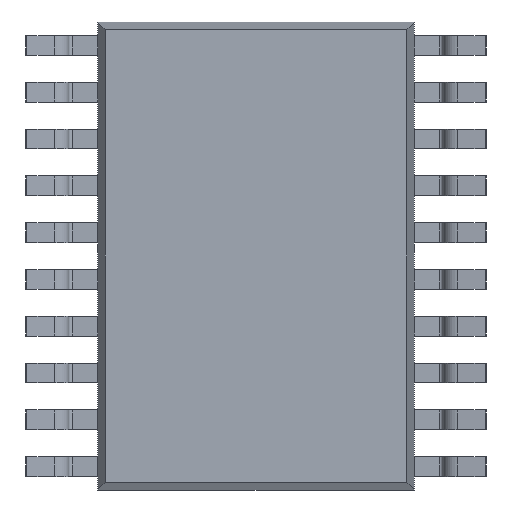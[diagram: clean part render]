
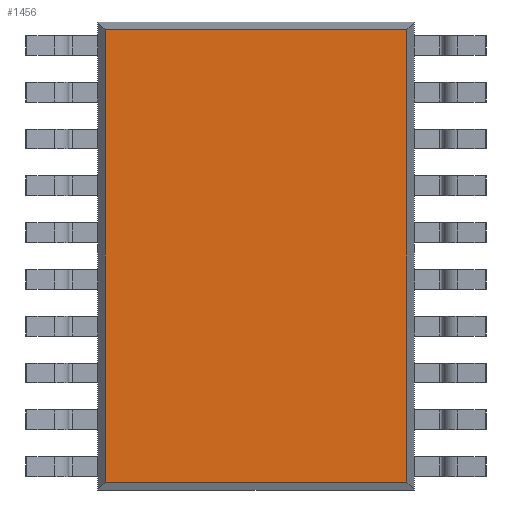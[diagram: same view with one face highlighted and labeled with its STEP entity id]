
A CAD part, front view. The second image highlights one B-rep face of the part: STEP entity #1456.
In plain terms, the highlighted planar face has unit normal (0, -1, 0).
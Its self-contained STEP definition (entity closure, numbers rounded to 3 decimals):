
#391 = EDGE_CURVE ( 'NONE', #7306, #8651, #872, .T. ) ;
#872 = LINE ( 'NONE', #4441, #5663 ) ;
#956 = CARTESIAN_POINT ( 'NONE',  ( -2.096, 0.15, -3.146 ) ) ;
#1456 = ADVANCED_FACE ( 'NONE', ( #2489 ), #7478, .F. ) ;
#1693 = VECTOR ( 'NONE', #6740, 1000. ) ;
#2489 = FACE_OUTER_BOUND ( 'NONE', #4345, .T. ) ;
#2545 = EDGE_CURVE ( 'NONE', #8651, #6089, #8374, .T. ) ;
#2641 = VECTOR ( 'NONE', #6033, 1000. ) ;
#2680 = AXIS2_PLACEMENT_3D ( 'NONE', #7336, #5345, #7523 ) ;
#3082 = ORIENTED_EDGE ( 'NONE', *, *, #5605, .T. ) ;
#3866 = CARTESIAN_POINT ( 'NONE',  ( -2.2, 0.15, 3.146 ) ) ;
#4143 = CARTESIAN_POINT ( 'NONE',  ( 2.096, 0.15, -3.146 ) ) ;
#4218 = VECTOR ( 'NONE', #7669, 1000. ) ;
#4252 = ORIENTED_EDGE ( 'NONE', *, *, #391, .T. ) ;
#4307 = CARTESIAN_POINT ( 'NONE',  ( -2.096, 0.15, 3.146 ) ) ;
#4345 = EDGE_LOOP ( 'NONE', ( #4388, #4252, #5002, #3082 ) ) ;
#4388 = ORIENTED_EDGE ( 'NONE', *, *, #8261, .T. ) ;
#4441 = CARTESIAN_POINT ( 'NONE',  ( 2.2, 0.15, -3.146 ) ) ;
#4450 = CARTESIAN_POINT ( 'NONE',  ( 2.096, 0.15, 3.146 ) ) ;
#4610 = VERTEX_POINT ( 'NONE', #4307 ) ;
#5002 = ORIENTED_EDGE ( 'NONE', *, *, #2545, .T. ) ;
#5345 = DIRECTION ( 'NONE',  ( 0., 1., 0. ) ) ;
#5605 = EDGE_CURVE ( 'NONE', #6089, #4610, #6885, .T. ) ;
#5663 = VECTOR ( 'NONE', #8772, 1000. ) ;
#6033 = DIRECTION ( 'NONE',  ( 0., 0., -1. ) ) ;
#6089 = VERTEX_POINT ( 'NONE', #4450 ) ;
#6740 = DIRECTION ( 'NONE',  ( -1., 0., 0. ) ) ;
#6885 = LINE ( 'NONE', #3866, #1693 ) ;
#7306 = VERTEX_POINT ( 'NONE', #956 ) ;
#7336 = CARTESIAN_POINT ( 'NONE',  ( 0., 0.15, 0. ) ) ;
#7478 = PLANE ( 'NONE',  #2680 ) ;
#7505 = CARTESIAN_POINT ( 'NONE',  ( -2.096, 0.15, -3.25 ) ) ;
#7523 = DIRECTION ( 'NONE',  ( 0., 0., 1. ) ) ;
#7669 = DIRECTION ( 'NONE',  ( 0., 0., 1. ) ) ;
#8261 = EDGE_CURVE ( 'NONE', #4610, #7306, #8870, .T. ) ;
#8374 = LINE ( 'NONE', #8415, #4218 ) ;
#8415 = CARTESIAN_POINT ( 'NONE',  ( 2.096, 0.15, 3.25 ) ) ;
#8651 = VERTEX_POINT ( 'NONE', #4143 ) ;
#8772 = DIRECTION ( 'NONE',  ( 1., 0., 0. ) ) ;
#8870 = LINE ( 'NONE', #7505, #2641 ) ;
